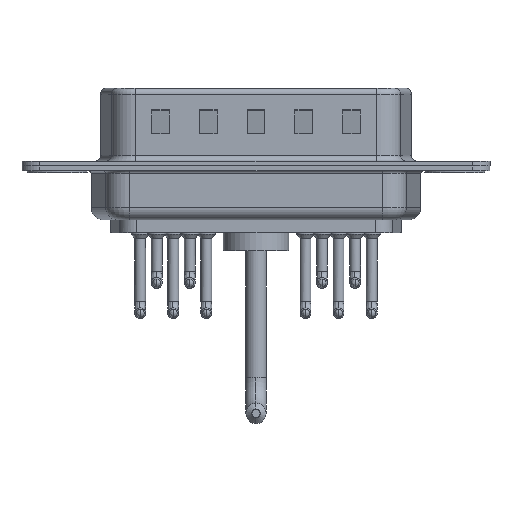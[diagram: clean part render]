
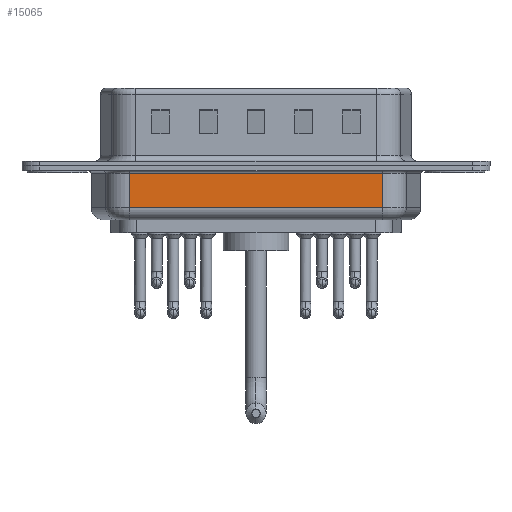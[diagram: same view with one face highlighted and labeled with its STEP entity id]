
A CAD part, front view. The second image highlights one B-rep face of the part: STEP entity #15065.
In plain terms, the highlighted planar face has unit normal (0, -1, 0).
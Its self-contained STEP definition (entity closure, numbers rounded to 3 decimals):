
#63 = LINE ( 'NONE', #6407, #17944 ) ;
#128 = FACE_OUTER_BOUND ( 'NONE', #13682, .T. ) ;
#1882 = PLANE ( 'NONE',  #15246 ) ;
#2305 = VERTEX_POINT ( 'NONE', #17503 ) ;
#2674 = LINE ( 'NONE', #18719, #12763 ) ;
#3177 = VERTEX_POINT ( 'NONE', #6208 ) ;
#3729 = CARTESIAN_POINT ( 'NONE',  ( 6.031, -5.35, -0.65 ) ) ;
#4651 = EDGE_CURVE ( 'NONE', #3177, #10011, #63, .T. ) ;
#4846 = DIRECTION ( 'NONE',  ( 0., 0., 1. ) ) ;
#5228 = ORIENTED_EDGE ( 'NONE', *, *, #10266, .T. ) ;
#6208 = CARTESIAN_POINT ( 'NONE',  ( 6.031, -5.35, -3.5 ) ) ;
#6407 = CARTESIAN_POINT ( 'NONE',  ( 6.031, -5.35, -4.5 ) ) ;
#6468 = DIRECTION ( 'NONE',  ( 0., 1., 0. ) ) ;
#9616 = LINE ( 'NONE', #16262, #15963 ) ;
#10011 = VERTEX_POINT ( 'NONE', #17494 ) ;
#10266 = EDGE_CURVE ( 'NONE', #3177, #11879, #2674, .T. ) ;
#11826 = DIRECTION ( 'NONE',  ( -1., 0., 0. ) ) ;
#11879 = VERTEX_POINT ( 'NONE', #15170 ) ;
#12454 = EDGE_CURVE ( 'NONE', #2305, #10011, #19343, .T. ) ;
#12763 = VECTOR ( 'NONE', #17066, 1000. ) ;
#13682 = EDGE_LOOP ( 'NONE', ( #15808, #5228, #20497, #17835 ) ) ;
#14154 = VECTOR ( 'NONE', #11826, 1000. ) ;
#15065 = ADVANCED_FACE ( 'NONE', ( #128 ), #1882, .F. ) ;
#15170 = CARTESIAN_POINT ( 'NONE',  ( 27.269, -5.35, -3.5 ) ) ;
#15246 = AXIS2_PLACEMENT_3D ( 'NONE', #17820, #6468, #19174 ) ;
#15794 = DIRECTION ( 'NONE',  ( 0., 0., 1. ) ) ;
#15808 = ORIENTED_EDGE ( 'NONE', *, *, #4651, .F. ) ;
#15963 = VECTOR ( 'NONE', #15794, 1000. ) ;
#16262 = CARTESIAN_POINT ( 'NONE',  ( 27.269, -5.35, -4.5 ) ) ;
#16285 = EDGE_CURVE ( 'NONE', #11879, #2305, #9616, .T. ) ;
#17066 = DIRECTION ( 'NONE',  ( 1., 0., 0. ) ) ;
#17494 = CARTESIAN_POINT ( 'NONE',  ( 6.031, -5.35, -0.65 ) ) ;
#17503 = CARTESIAN_POINT ( 'NONE',  ( 27.269, -5.35, -0.65 ) ) ;
#17820 = CARTESIAN_POINT ( 'NONE',  ( 6.031, -5.35, -4.5 ) ) ;
#17835 = ORIENTED_EDGE ( 'NONE', *, *, #12454, .T. ) ;
#17944 = VECTOR ( 'NONE', #4846, 1000. ) ;
#18719 = CARTESIAN_POINT ( 'NONE',  ( 6.031, -5.35, -3.5 ) ) ;
#19174 = DIRECTION ( 'NONE',  ( 0., 0., 1. ) ) ;
#19343 = LINE ( 'NONE', #3729, #14154 ) ;
#20497 = ORIENTED_EDGE ( 'NONE', *, *, #16285, .T. ) ;
